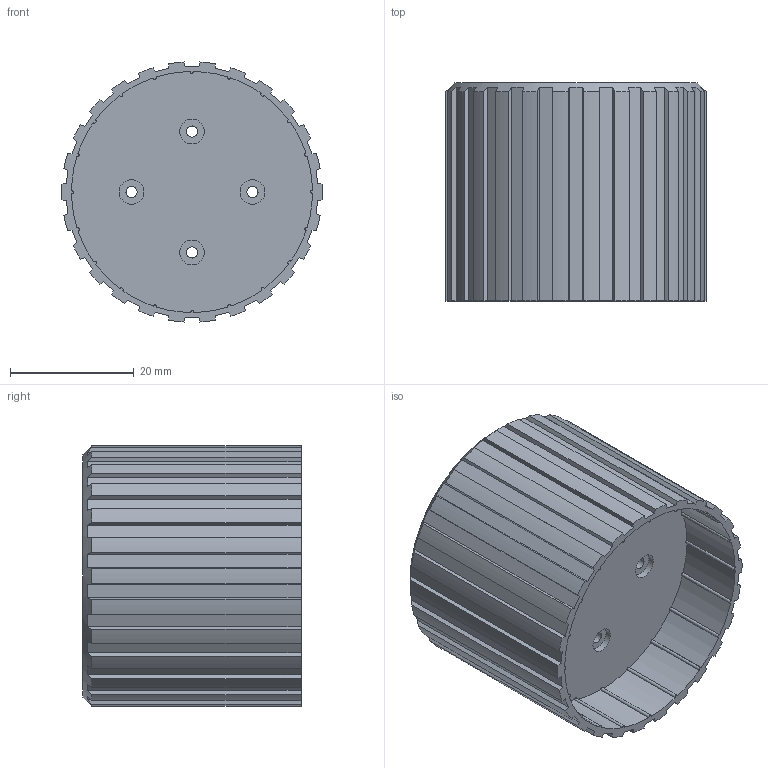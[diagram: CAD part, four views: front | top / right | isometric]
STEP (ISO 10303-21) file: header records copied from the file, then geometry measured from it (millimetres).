
FILE_DESCRIPTION(/* description */ ('','CAx-IF Rec.Pracs.---Representation and Presentation of Product Manufacturing Information (PMI)---4.0---2014-10-13'),/* implementation_level */ '2;1');
FILE_NAME(/* name */ 'ST80_Reducer_Button.step',/* time_stamp */ '2024-12-28T18:27:51+01:00',/* author */ (''),/* organization */ (''),/* preprocessor_version */ 'ST-DEVELOPER v20',/* originating_system */ 'Autodesk Translation Framework v13.20.0.188',/* authorisation */ '');
FILE_SCHEMA (('AP242_MANAGED_MODEL_BASED_3D_ENGINEERING_MIM_LF { 1 0 10303 442 1 1 4 }'));
Length unit declared in the file: millimetre
Products named in the file (1): FusionComponent
Bounding box: 42.04 x 35.2 x 41.97 mm (x, y, z)
Volume: 10988.8 mm3; surface area: 12914.5 mm2
Topology: 1 solids, 1 shells, 178 faces, 494 edges, 328 vertices
Faces by surface type: plane 90, cylinder 79, torus 8, cone 1
Full cylindrical faces by diameter (mm): 1.8 x4, 4 x8, 36.758 x1
Entity records: 5722 total; most frequent: CARTESIAN_POINT 1159, ORIENTED_EDGE 988, DIRECTION 952, EDGE_CURVE 494, AXIS2_PLACEMENT_3D 358, VERTEX_POINT 328, LINE 236, VECTOR 236
